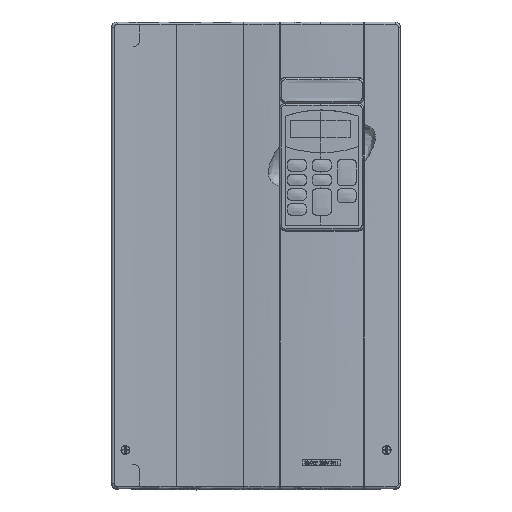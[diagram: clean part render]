
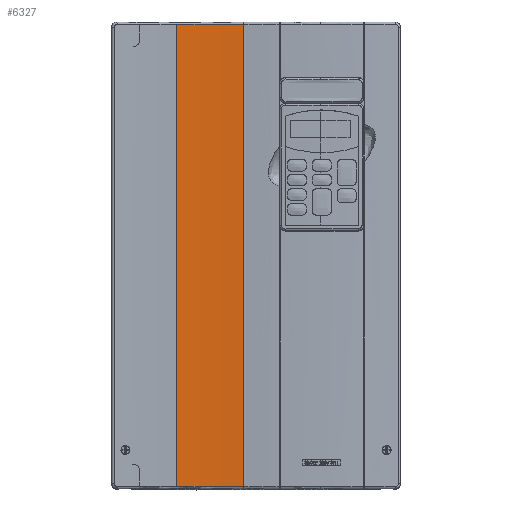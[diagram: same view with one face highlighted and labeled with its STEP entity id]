
A CAD part, top view. The second image highlights one B-rep face of the part: STEP entity #6327.
In plain terms, the highlighted cylindrical face has radius 674.116 mm (diameter 1348.23 mm), a partial arc.
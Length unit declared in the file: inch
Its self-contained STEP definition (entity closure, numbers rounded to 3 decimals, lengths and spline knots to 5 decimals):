
#893 = CYLINDRICAL_SURFACE ( 'NONE', #32380, 26.54 ) ;
#1373 = CARTESIAN_POINT ( 'NONE',  ( -2.7, -7.87, 30.40922 ) ) ;
#5496 = ORIENTED_EDGE ( 'NONE', *, *, #28443, .T. ) ;
#6327 = ADVANCED_FACE ( 'NONE', ( #45000 ), #893, .F. ) ;
#6350 = DIRECTION ( 'NONE',  ( 0., 0., 1. ) ) ;
#8052 = ORIENTED_EDGE ( 'NONE', *, *, #51301, .T. ) ;
#8053 = CARTESIAN_POINT ( 'NONE',  ( -0.42089, -7.87, 3.96726 ) ) ;
#10365 = CARTESIAN_POINT ( 'NONE',  ( -2.7, 7.87, 3.86922 ) ) ;
#10946 = CARTESIAN_POINT ( 'NONE',  ( -2.7, 7.95, 3.86922 ) ) ;
#10955 = VERTEX_POINT ( 'NONE', #16830 ) ;
#12810 = DIRECTION ( 'NONE',  ( 0., 0., -1. ) ) ;
#13469 = ORIENTED_EDGE ( 'NONE', *, *, #26505, .T. ) ;
#16830 = CARTESIAN_POINT ( 'NONE',  ( -2.7, -7.87, 3.86922 ) ) ;
#19458 = CIRCLE ( 'NONE', #63463, 26.54 ) ;
#21115 = DIRECTION ( 'NONE',  ( 0., 1., 0. ) ) ;
#26500 = DIRECTION ( 'NONE',  ( 0., -1., 0. ) ) ;
#26505 = EDGE_CURVE ( 'NONE', #10955, #44267, #19458, .T. ) ;
#26609 = CIRCLE ( 'NONE', #49415, 26.54 ) ;
#26641 = EDGE_LOOP ( 'NONE', ( #8052, #5496, #13469, #45183 ) ) ;
#28443 = EDGE_CURVE ( 'NONE', #51432, #10955, #37053, .T. ) ;
#32380 = AXIS2_PLACEMENT_3D ( 'NONE', #42429, #52182, #12810 ) ;
#32430 = VECTOR ( 'NONE', #39916, 39.37008 ) ;
#35957 = DIRECTION ( 'NONE',  ( 0., -1., 0. ) ) ;
#37053 = LINE ( 'NONE', #10946, #50238 ) ;
#37689 = VERTEX_POINT ( 'NONE', #59633 ) ;
#37705 = EDGE_CURVE ( 'NONE', #37689, #44267, #58784, .T. ) ;
#39916 = DIRECTION ( 'NONE',  ( 0., -1., 0. ) ) ;
#42429 = CARTESIAN_POINT ( 'NONE',  ( -2.7, 7.95, 30.40922 ) ) ;
#44267 = VERTEX_POINT ( 'NONE', #8053 ) ;
#45000 = FACE_OUTER_BOUND ( 'NONE', #26641, .T. ) ;
#45183 = ORIENTED_EDGE ( 'NONE', *, *, #37705, .F. ) ;
#49415 = AXIS2_PLACEMENT_3D ( 'NONE', #50689, #21115, #55700 ) ;
#49666 = CARTESIAN_POINT ( 'NONE',  ( -0.42089, 7.95, 3.96726 ) ) ;
#50238 = VECTOR ( 'NONE', #26500, 39.37008 ) ;
#50689 = CARTESIAN_POINT ( 'NONE',  ( -2.7, 7.87, 30.40922 ) ) ;
#51301 = EDGE_CURVE ( 'NONE', #37689, #51432, #26609, .T. ) ;
#51432 = VERTEX_POINT ( 'NONE', #10365 ) ;
#52182 = DIRECTION ( 'NONE',  ( 0., -1., 0. ) ) ;
#55700 = DIRECTION ( 'NONE',  ( 0., 0., 1. ) ) ;
#58784 = LINE ( 'NONE', #49666, #32430 ) ;
#59633 = CARTESIAN_POINT ( 'NONE',  ( -0.42089, 7.87, 3.96726 ) ) ;
#63463 = AXIS2_PLACEMENT_3D ( 'NONE', #1373, #35957, #6350 ) ;
